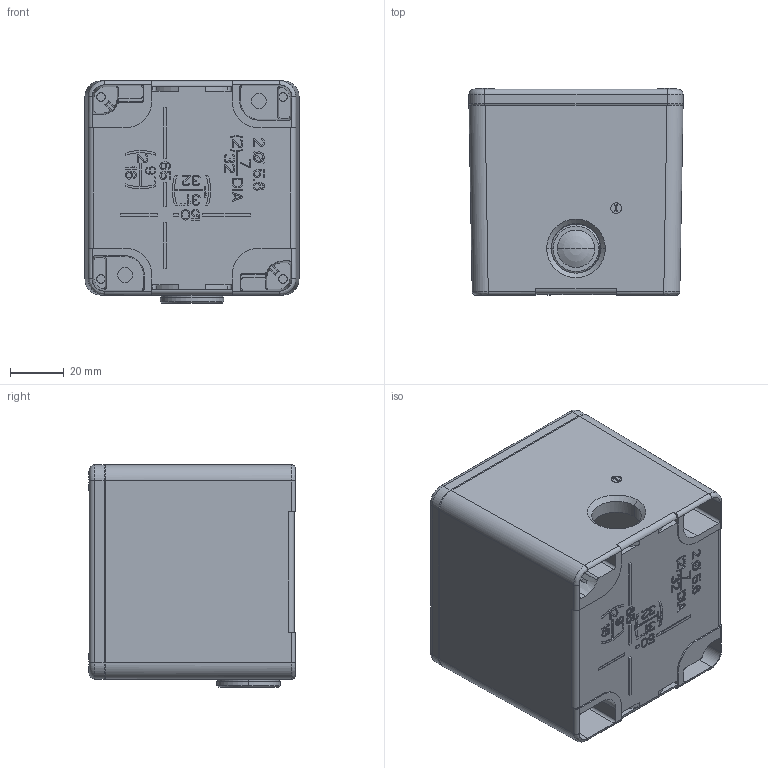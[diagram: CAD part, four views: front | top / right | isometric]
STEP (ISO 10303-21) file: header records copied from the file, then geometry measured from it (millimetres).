
FILE_DESCRIPTION((''),'2;1');
FILE_NAME('XAPD1501_M20_D22_SW0001','2022-07-21T10:12:44',('SESA40972'),('Schneider-Electric'),'CREO PARAMETRIC BY PTC INC, 2021284','CREO PARAMETRIC BY PTC INC, 2021284','');
FILE_SCHEMA(('AP242_MANAGED_MODEL_BASED_3D_ENGINEERING_MIM_LF { 1 0 10303 442 1 1 4 }'));
Products named in the file (1): XAPD1501_M20_D22_SW0001
Bounding box: 80 x 77.29 x 83 mm (x, y, z)
Volume: 118763.8 mm3; surface area: 88622 mm2
Topology: 1 solids, 1 shells, 2658 faces, 7266 edges, 4712 vertices
Faces by surface type: plane 1858, cylinder 301, bspline 145, cone 120, extrusion 118, torus 104, sphere 12
Entity records: 109420 total; most frequent: CARTESIAN_POINT 29141, ORIENTED_EDGE 14500, DIRECTION 12220, EDGE_CURVE 7250, VECTOR 5472, LINE 5354, VERTEX_POINT 4712, AXIS2_PLACEMENT_3D 3374
